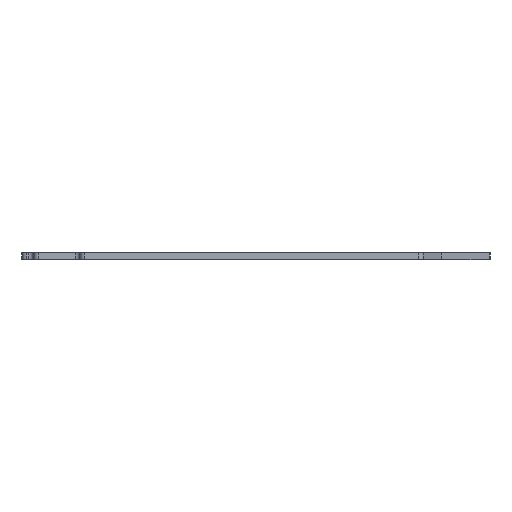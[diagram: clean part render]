
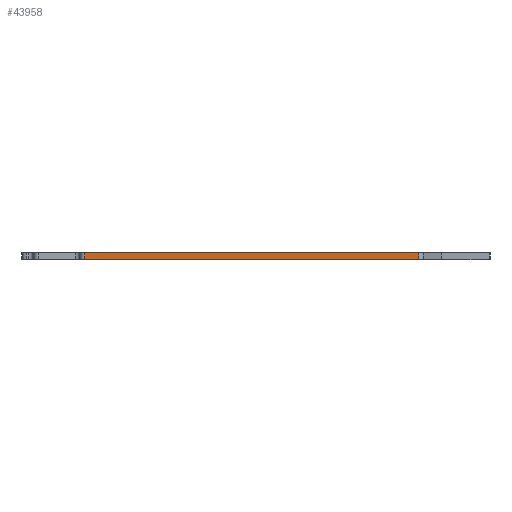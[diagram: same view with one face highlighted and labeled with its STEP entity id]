
A CAD part, left-side view. The second image highlights one B-rep face of the part: STEP entity #43958.
In plain terms, the highlighted planar face has unit normal (-1, 0, 0).
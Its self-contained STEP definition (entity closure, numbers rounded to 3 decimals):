
#34711 = VERTEX_POINT('',#34712);
#34712 = CARTESIAN_POINT('',(-61.512,37.042,0.));
#34719 = EDGE_CURVE('',#34720,#34711,#34722,.T.);
#34720 = VERTEX_POINT('',#34721);
#34721 = CARTESIAN_POINT('',(-61.512,-35.158,0.));
#34722 = LINE('',#34723,#34724);
#34723 = CARTESIAN_POINT('',(-61.512,-35.158,0.));
#34724 = VECTOR('',#34725,1.);
#34725 = DIRECTION('',(0.,1.,0.));
#39219 = VERTEX_POINT('',#39220);
#39220 = CARTESIAN_POINT('',(-61.512,37.042,1.51));
#39227 = EDGE_CURVE('',#39228,#39219,#39230,.T.);
#39228 = VERTEX_POINT('',#39229);
#39229 = CARTESIAN_POINT('',(-61.512,-35.158,1.51));
#39230 = LINE('',#39231,#39232);
#39231 = CARTESIAN_POINT('',(-61.512,-35.158,1.51));
#39232 = VECTOR('',#39233,1.);
#39233 = DIRECTION('',(0.,1.,0.));
#43928 = EDGE_CURVE('',#34711,#39219,#43929,.T.);
#43929 = LINE('',#43930,#43931);
#43930 = CARTESIAN_POINT('',(-61.512,37.042,0.));
#43931 = VECTOR('',#43932,1.);
#43932 = DIRECTION('',(0.,0.,1.));
#43958 = ADVANCED_FACE('',(#43959),#43970,.T.);
#43959 = FACE_BOUND('',#43960,.T.);
#43960 = EDGE_LOOP('',(#43961,#43967,#43968,#43969));
#43961 = ORIENTED_EDGE('',*,*,#43962,.T.);
#43962 = EDGE_CURVE('',#34720,#39228,#43963,.T.);
#43963 = LINE('',#43964,#43965);
#43964 = CARTESIAN_POINT('',(-61.512,-35.158,0.));
#43965 = VECTOR('',#43966,1.);
#43966 = DIRECTION('',(0.,0.,1.));
#43967 = ORIENTED_EDGE('',*,*,#39227,.T.);
#43968 = ORIENTED_EDGE('',*,*,#43928,.F.);
#43969 = ORIENTED_EDGE('',*,*,#34719,.F.);
#43970 = PLANE('',#43971);
#43971 = AXIS2_PLACEMENT_3D('',#43972,#43973,#43974);
#43972 = CARTESIAN_POINT('',(-61.512,-35.158,0.));
#43973 = DIRECTION('',(-1.,0.,0.));
#43974 = DIRECTION('',(0.,1.,0.));
